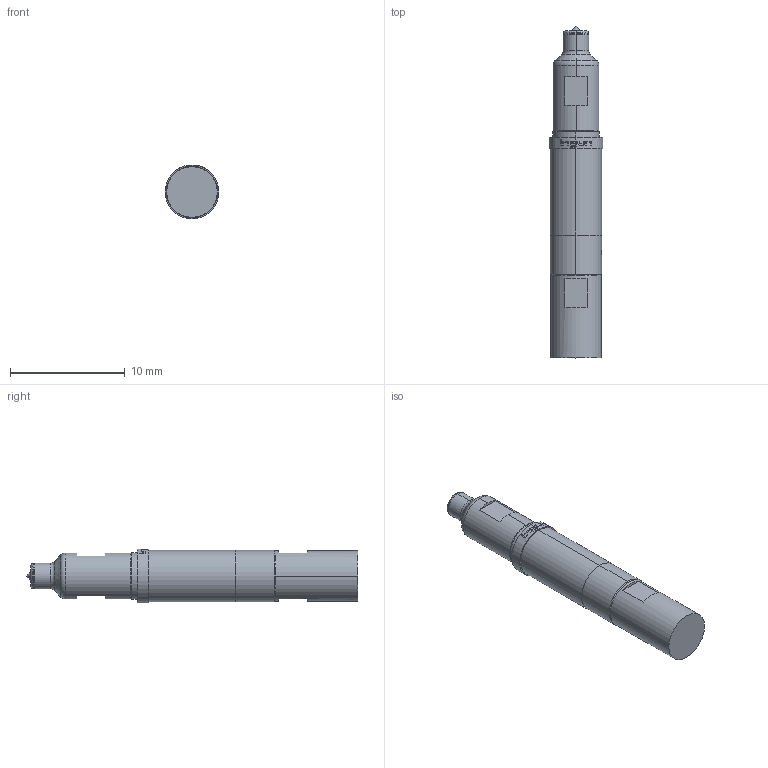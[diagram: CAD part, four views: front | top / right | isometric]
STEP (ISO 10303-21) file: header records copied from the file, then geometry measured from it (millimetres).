
FILE_DESCRIPTION (( 'STEP AP203' ), '1' );
FILE_NAME ('INGUN_HFS-4x0_358_080_A_xx42_Z.STEP', '2022-03-15T11:27:19', ( 'ochi' ), ( '' ), 'SwSTEP 2.0', 'SolidWorks 2018', '' );
FILE_SCHEMA (( 'CONFIG_CONTROL_DESIGN' ));
Length unit declared in the file: millimetre
Products named in the file (1): INGUN_HFS-4x0_358_080_A_xx42_Z
Bounding box: 4.7 x 28.9 x 4.7 mm (x, y, z)
Volume: 388.9 mm3; surface area: 423 mm2
Topology: 1 solids, 1 shells, 137 faces, 332 edges, 211 vertices
Faces by surface type: plane 50, bspline 35, cylinder 30, cone 14, torus 8
Entity records: 5001 total; most frequent: CARTESIAN_POINT 2145, ORIENTED_EDGE 660, DIRECTION 424, EDGE_CURVE 330, VERTEX_POINT 211, B_SPLINE_CURVE_WITH_KNOTS 193, AXIS2_PLACEMENT_3D 184, EDGE_LOOP 153
